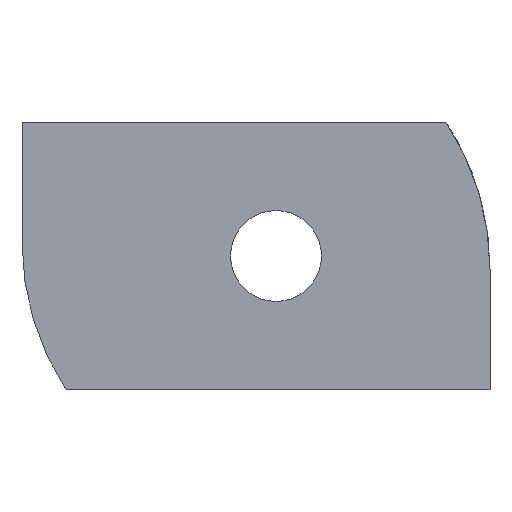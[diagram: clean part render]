
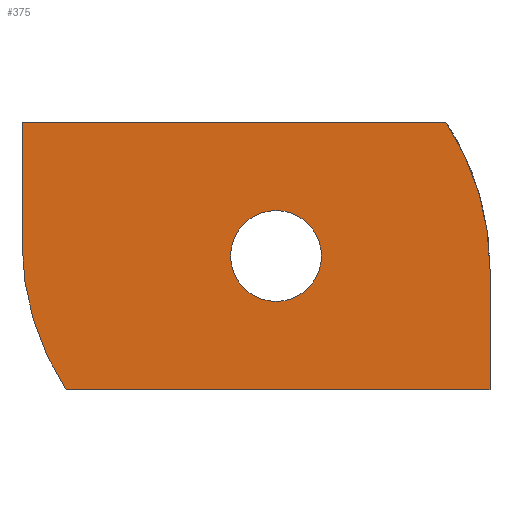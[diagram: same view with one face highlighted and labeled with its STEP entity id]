
A CAD part, front view. The second image highlights one B-rep face of the part: STEP entity #375.
In plain terms, the highlighted planar face has unit normal (0, -1, 0).
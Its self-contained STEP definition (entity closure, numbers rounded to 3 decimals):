
#11 = AXIS2_PLACEMENT_3D ( 'NONE', #470, #468, #537 ) ;
#18 = LINE ( 'NONE', #450, #393 ) ;
#22 = AXIS2_PLACEMENT_3D ( 'NONE', #353, #351, #350 ) ;
#24 = AXIS2_PLACEMENT_3D ( 'NONE', #335, #331, #329 ) ;
#34 = AXIS2_PLACEMENT_3D ( 'NONE', #260, #261, #251 ) ;
#63 = FACE_OUTER_BOUND ( 'NONE', #605, .T. ) ;
#70 = FACE_BOUND ( 'NONE', #610, .T. ) ;
#73 = LINE ( 'NONE', #279, #76 ) ;
#76 = VECTOR ( 'NONE', #289, 1000. ) ;
#87 = CIRCLE ( 'NONE', #22, 20. ) ;
#89 = CIRCLE ( 'NONE', #24, 3.4 ) ;
#91 = VECTOR ( 'NONE', #374, 1000. ) ;
#93 = LINE ( 'NONE', #387, #91 ) ;
#121 = CIRCLE ( 'NONE', #11, 3.4 ) ;
#134 = VECTOR ( 'NONE', #603, 1000. ) ;
#137 = LINE ( 'NONE', #507, #134 ) ;
#160 = CIRCLE ( 'NONE', #358, 20. ) ;
#177 = CARTESIAN_POINT ( 'NONE',  ( -17.5, 0., 1. ) ) ;
#178 = CARTESIAN_POINT ( 'NONE',  ( 17.5, 0., -1. ) ) ;
#195 = CARTESIAN_POINT ( 'NONE',  ( 1.5, 0., 3.4 ) ) ;
#196 = CARTESIAN_POINT ( 'NONE',  ( -17.5, 0., 10. ) ) ;
#203 = EDGE_CURVE ( 'NONE', #607, #489, #18, .T. ) ;
#212 = ORIENTED_EDGE ( 'NONE', *, *, #203, .F. ) ;
#223 = CARTESIAN_POINT ( 'NONE',  ( 17.5, 0., -10. ) ) ;
#226 = CARTESIAN_POINT ( 'NONE',  ( 1.5, 0., -3.4 ) ) ;
#230 = EDGE_CURVE ( 'NONE', #381, #607, #160, .T. ) ;
#248 = CARTESIAN_POINT ( 'NONE',  ( -14.203, 0., -10. ) ) ;
#251 = DIRECTION ( 'NONE',  ( 0., 0., -1. ) ) ;
#253 = EDGE_CURVE ( 'NONE', #435, #381, #137, .T. ) ;
#254 = PLANE ( 'NONE',  #34 ) ;
#259 = CARTESIAN_POINT ( 'NONE',  ( 14.203, 0., 10. ) ) ;
#260 = CARTESIAN_POINT ( 'NONE',  ( 2.5, 0., 1. ) ) ;
#261 = DIRECTION ( 'NONE',  ( 0., -1., 0. ) ) ;
#271 = EDGE_CURVE ( 'NONE', #425, #535, #121, .T. ) ;
#279 = CARTESIAN_POINT ( 'NONE',  ( 17.5, 0., -1. ) ) ;
#289 = DIRECTION ( 'NONE',  ( 0., 0., -1. ) ) ;
#315 = EDGE_CURVE ( 'NONE', #489, #378, #93, .T. ) ;
#328 = EDGE_CURVE ( 'NONE', #378, #596, #87, .T. ) ;
#329 = DIRECTION ( 'NONE',  ( 0., 0., 1. ) ) ;
#331 = DIRECTION ( 'NONE',  ( 0., 1., 0. ) ) ;
#333 = EDGE_CURVE ( 'NONE', #535, #425, #89, .T. ) ;
#335 = CARTESIAN_POINT ( 'NONE',  ( 1.5, 0., 0. ) ) ;
#350 = DIRECTION ( 'NONE',  ( 0., 0., -1. ) ) ;
#351 = DIRECTION ( 'NONE',  ( 0., 1., 0. ) ) ;
#353 = CARTESIAN_POINT ( 'NONE',  ( -2.5, 0., -1. ) ) ;
#355 = EDGE_CURVE ( 'NONE', #596, #435, #73, .T. ) ;
#358 = AXIS2_PLACEMENT_3D ( 'NONE', #514, #518, #516 ) ;
#374 = DIRECTION ( 'NONE',  ( 1., 0., 0. ) ) ;
#375 = ADVANCED_FACE ( 'NONE', ( #70, #63 ), #254, .T. ) ;
#378 = VERTEX_POINT ( 'NONE', #259 ) ;
#381 = VERTEX_POINT ( 'NONE', #248 ) ;
#387 = CARTESIAN_POINT ( 'NONE',  ( -17.5, 0., 10. ) ) ;
#393 = VECTOR ( 'NONE', #459, 1000. ) ;
#398 = ORIENTED_EDGE ( 'NONE', *, *, #315, .F. ) ;
#407 = ORIENTED_EDGE ( 'NONE', *, *, #355, .F. ) ;
#425 = VERTEX_POINT ( 'NONE', #226 ) ;
#435 = VERTEX_POINT ( 'NONE', #223 ) ;
#450 = CARTESIAN_POINT ( 'NONE',  ( -17.5, 0., 10. ) ) ;
#459 = DIRECTION ( 'NONE',  ( 0., 0., 1. ) ) ;
#468 = DIRECTION ( 'NONE',  ( 0., 1., 0. ) ) ;
#470 = CARTESIAN_POINT ( 'NONE',  ( 1.5, 0., 0. ) ) ;
#489 = VERTEX_POINT ( 'NONE', #196 ) ;
#507 = CARTESIAN_POINT ( 'NONE',  ( -14.203, 0., -10. ) ) ;
#514 = CARTESIAN_POINT ( 'NONE',  ( 2.5, 0., 1. ) ) ;
#516 = DIRECTION ( 'NONE',  ( 0., 0., -1. ) ) ;
#518 = DIRECTION ( 'NONE',  ( 0., 1., 0. ) ) ;
#535 = VERTEX_POINT ( 'NONE', #195 ) ;
#536 = ORIENTED_EDGE ( 'NONE', *, *, #271, .T. ) ;
#537 = DIRECTION ( 'NONE',  ( 0., 0., 1. ) ) ;
#543 = ORIENTED_EDGE ( 'NONE', *, *, #333, .T. ) ;
#544 = ORIENTED_EDGE ( 'NONE', *, *, #253, .F. ) ;
#546 = ORIENTED_EDGE ( 'NONE', *, *, #230, .F. ) ;
#584 = ORIENTED_EDGE ( 'NONE', *, *, #328, .F. ) ;
#596 = VERTEX_POINT ( 'NONE', #178 ) ;
#603 = DIRECTION ( 'NONE',  ( -1., 0., 0. ) ) ;
#605 = EDGE_LOOP ( 'NONE', ( #407, #584, #398, #212, #546, #544 ) ) ;
#607 = VERTEX_POINT ( 'NONE', #177 ) ;
#610 = EDGE_LOOP ( 'NONE', ( #543, #536 ) ) ;
